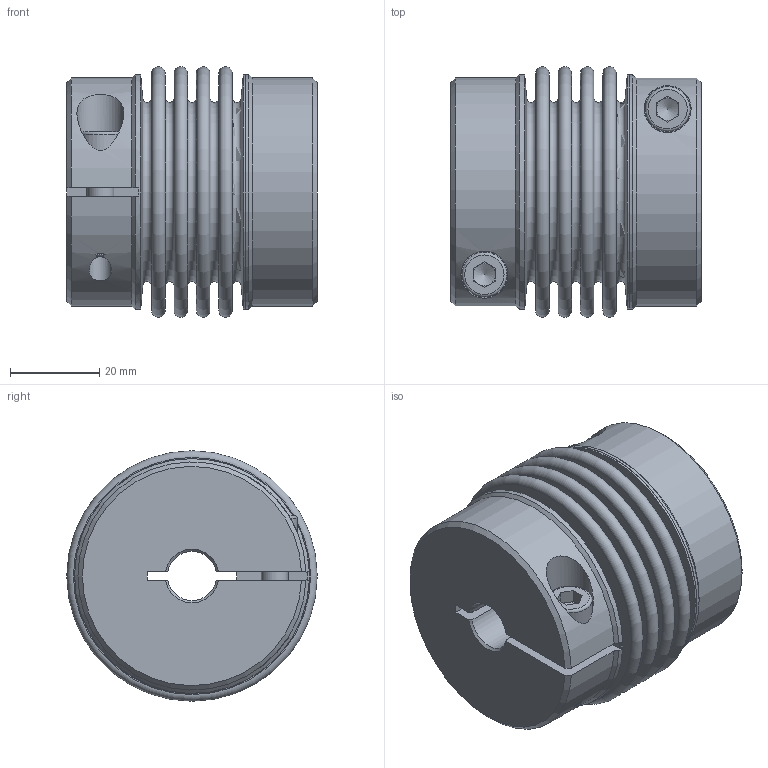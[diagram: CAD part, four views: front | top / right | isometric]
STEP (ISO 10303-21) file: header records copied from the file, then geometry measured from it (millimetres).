
FILE_DESCRIPTION( ( 'Unknown' ), '1' );
FILE_NAME( 'KG-VA 30 - 4W.stp', 'Unknown', ( 'Unknown' ), ( 'Unknown' ), 'PSStep 10.1', 'Unknown', ' ' );
FILE_SCHEMA( ( 'AUTOMOTIVE_DESIGN { 1 0 10303 214 1 1 1 1 }' ) );
Length unit declared in the file: millimetre
Products named in the file (2): KT101927
Bounding box: 55.95 x 56 x 56 mm (x, y, z)
Volume: 66580.1 mm3; surface area: 43574.8 mm2
Topology: 2 solids, 2 shells, 127 faces, 283 edges, 183 vertices
Faces by surface type: plane 64, cylinder 23, cone 20, torus 20
Full cylindrical faces by diameter (mm): 6 x2, 6.4 x2, 10 x2, 10.5 x2, 51.5 x2, 52.5 x2
Entity records: 4709 total; most frequent: CARTESIAN_POINT 981, DIRECTION 594, ORIENTED_EDGE 460, AXIS2_PLACEMENT_3D 247, EDGE_CURVE 230, EDGE_LOOP 194, VERTEX_POINT 170, FACE_OUTER_BOUND 159
